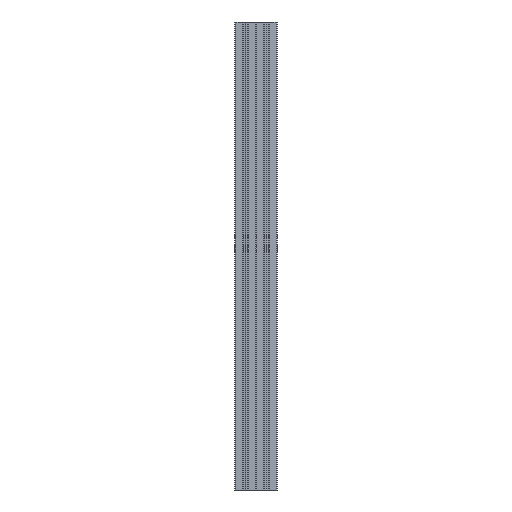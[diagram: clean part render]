
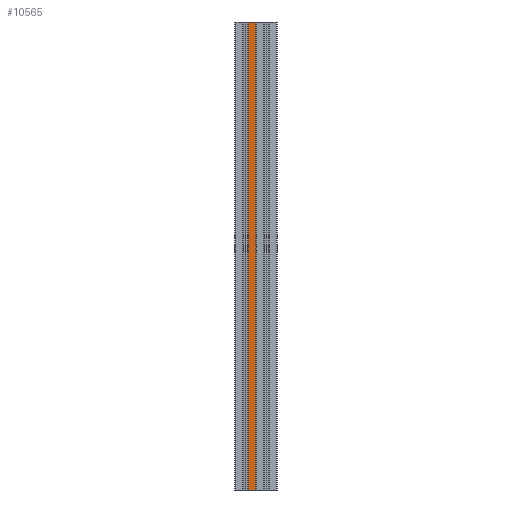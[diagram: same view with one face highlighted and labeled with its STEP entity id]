
A CAD part, front view. The second image highlights one B-rep face of the part: STEP entity #10565.
In plain terms, the highlighted planar face has unit normal (0, -1, 0).
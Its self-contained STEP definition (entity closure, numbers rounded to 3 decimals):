
#96 = FACE_OUTER_BOUND ( 'NONE', #9172, .T. ) ;
#496 = VECTOR ( 'NONE', #11850, 1000. ) ;
#593 = ORIENTED_EDGE ( 'NONE', *, *, #9066, .T. ) ;
#918 = DIRECTION ( 'NONE',  ( 0., 0., -1. ) ) ;
#1137 = EDGE_CURVE ( 'NONE', #13974, #3088, #15267, .T. ) ;
#2023 = CARTESIAN_POINT ( 'NONE',  ( 30.124, 19.371, 1000. ) ) ;
#2362 = DIRECTION ( 'NONE',  ( 1., 0., 0. ) ) ;
#3088 = VERTEX_POINT ( 'NONE', #11897 ) ;
#3711 = VERTEX_POINT ( 'NONE', #12723 ) ;
#3986 = VERTEX_POINT ( 'NONE', #13328 ) ;
#4192 = ORIENTED_EDGE ( 'NONE', *, *, #1137, .T. ) ;
#4471 = LINE ( 'NONE', #9268, #15421 ) ;
#4868 = CARTESIAN_POINT ( 'NONE',  ( 62.724, 19.371, 1000. ) ) ;
#5067 = DIRECTION ( 'NONE',  ( 1., 0., 0. ) ) ;
#5875 = ORIENTED_EDGE ( 'NONE', *, *, #12013, .F. ) ;
#6036 = CARTESIAN_POINT ( 'NONE',  ( 46.049, 19.371, 0. ) ) ;
#7210 = LINE ( 'NONE', #6036, #496 ) ;
#7535 = ORIENTED_EDGE ( 'NONE', *, *, #8515, .T. ) ;
#7594 = LINE ( 'NONE', #14796, #15039 ) ;
#8515 = EDGE_CURVE ( 'NONE', #3986, #3711, #7210, .T. ) ;
#9066 = EDGE_CURVE ( 'NONE', #3088, #3986, #7594, .T. ) ;
#9172 = EDGE_LOOP ( 'NONE', ( #5875, #4192, #593, #7535 ) ) ;
#9268 = CARTESIAN_POINT ( 'NONE',  ( 62.724, 19.371, 1000. ) ) ;
#9550 = VECTOR ( 'NONE', #918, 1000. ) ;
#9661 = DIRECTION ( 'NONE',  ( 0., 1., 0. ) ) ;
#10179 = CARTESIAN_POINT ( 'NONE',  ( 30.124, 19.371, 1000. ) ) ;
#10565 = ADVANCED_FACE ( 'NONE', ( #96 ), #13254, .F. ) ;
#11850 = DIRECTION ( 'NONE',  ( 0., 0., 1. ) ) ;
#11897 = CARTESIAN_POINT ( 'NONE',  ( 30.124, 19.371, 0. ) ) ;
#12013 = EDGE_CURVE ( 'NONE', #13974, #3711, #4471, .T. ) ;
#12325 = AXIS2_PLACEMENT_3D ( 'NONE', #4868, #9661, #14441 ) ;
#12723 = CARTESIAN_POINT ( 'NONE',  ( 46.049, 19.371, 1000. ) ) ;
#13254 = PLANE ( 'NONE',  #12325 ) ;
#13328 = CARTESIAN_POINT ( 'NONE',  ( 46.049, 19.371, 0. ) ) ;
#13974 = VERTEX_POINT ( 'NONE', #10179 ) ;
#14441 = DIRECTION ( 'NONE',  ( 0., 0., 1. ) ) ;
#14796 = CARTESIAN_POINT ( 'NONE',  ( 62.724, 19.371, 0. ) ) ;
#15039 = VECTOR ( 'NONE', #5067, 1000. ) ;
#15267 = LINE ( 'NONE', #2023, #9550 ) ;
#15421 = VECTOR ( 'NONE', #2362, 1000. ) ;
